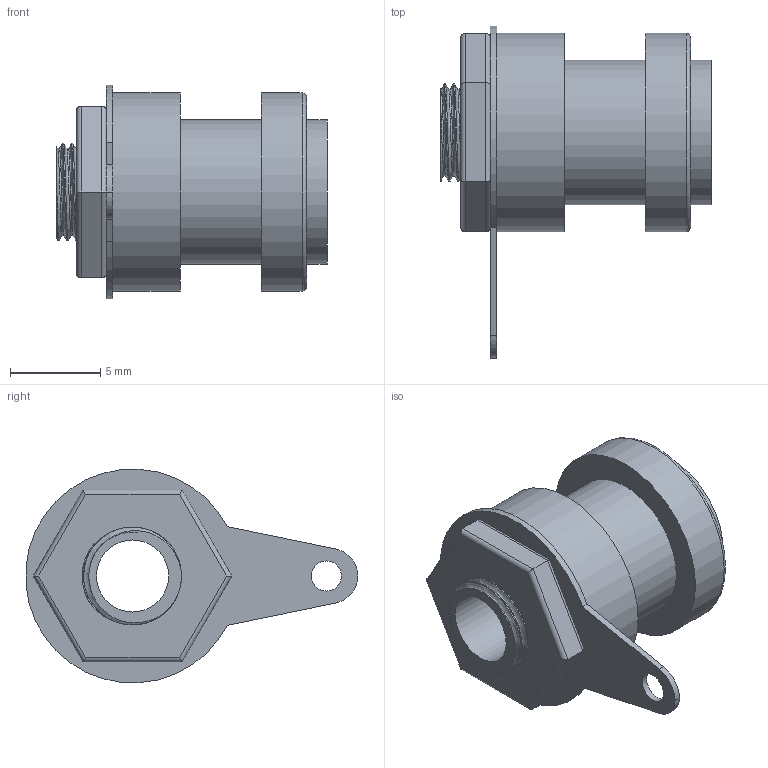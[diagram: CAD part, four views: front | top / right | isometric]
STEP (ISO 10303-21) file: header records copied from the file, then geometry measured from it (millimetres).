
FILE_DESCRIPTION(/* description */ (''),/* implementation_level */ '2;1');
FILE_NAME(/* name */ 'Banana Socket 02 v3.step',/* time_stamp */ '2021-02-22T18:27:04+11:00',/* author */ (''),/* organization */ (''),/* preprocessor_version */ 'ST-DEVELOPER v18.1',/* originating_system */ 'Autodesk Translation Framework v9.7.1.1290',/* authorisation */ '');
FILE_SCHEMA (('AUTOMOTIVE_DESIGN { 1 0 10303 214 3 1 1 }'));
Length unit declared in the file: millimetre
Products named in the file (6): Banana Socket 02; Banana Sockets; Nut; Solder Tag; Flange: Top; Plastic Spacer
Assembly tree (5 placements, depth 3):
  Banana Socket 02
    Banana Sockets
      Nut
      Solder Tag
      Flange: Top
      Plastic Spacer
Bounding box: 15 x 18.41 x 11.83 mm (x, y, z)
Volume: 740.6 mm3; surface area: 1885 mm2
Topology: 5 solids, 5 shells, 117 faces, 303 edges, 198 vertices
Faces by surface type: cylinder 91, plane 20, bspline 4, torus 1, cone 1
Full cylindrical faces by diameter (mm): 1.67 x1, 4 x1, 4.848 x9, 5.029 x1, 5.427 x17, 5.596 x1, 5.65 x2, 8 x3, 11 x2
Entity records: 7763 total; most frequent: CARTESIAN_POINT 4939, ORIENTED_EDGE 606, DIRECTION 462, EDGE_CURVE 303, VERTEX_POINT 198, AXIS2_PLACEMENT_3D 175, B_SPLINE_CURVE_WITH_KNOTS 141, EDGE_LOOP 131
